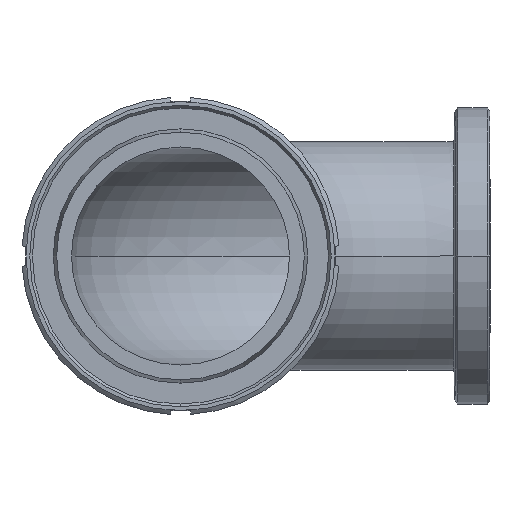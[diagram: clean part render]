
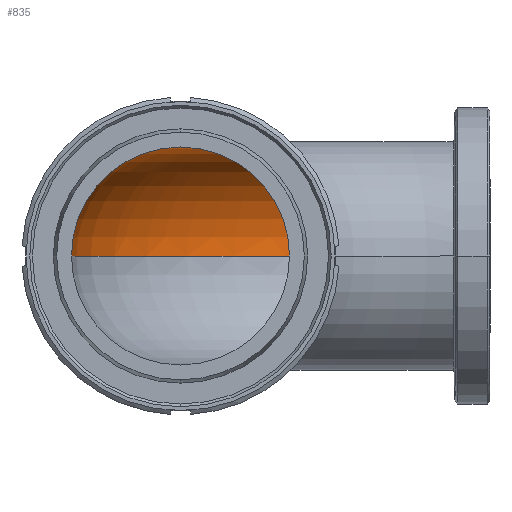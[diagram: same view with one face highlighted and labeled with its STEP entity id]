
A CAD part, front view. The second image highlights one B-rep face of the part: STEP entity #835.
In plain terms, the highlighted toroidal (fillet/blend) face has major radius 106 mm and minor radius 40.5 mm.
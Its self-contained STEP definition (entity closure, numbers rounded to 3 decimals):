
#7 = CARTESIAN_POINT ( 'NONE',  ( 106., 2., 0. ) ) ;
#34 = ORIENTED_EDGE ( 'NONE', *, *, #1193, .T. ) ;
#39 = CARTESIAN_POINT ( 'NONE',  ( 106., 2., 0. ) ) ;
#41 = EDGE_LOOP ( 'NONE', ( #1212, #34, #134, #687, #1818 ) ) ;
#59 = EDGE_CURVE ( 'NONE', #1321, #538, #1386, .T. ) ;
#87 = DIRECTION ( 'NONE',  ( 0., 0., 1. ) ) ;
#89 = AXIS2_PLACEMENT_3D ( 'NONE', #1114, #1609, #1478 ) ;
#92 = AXIS2_PLACEMENT_3D ( 'NONE', #1666, #1145, #794 ) ;
#134 = ORIENTED_EDGE ( 'NONE', *, *, #1738, .F. ) ;
#154 = CARTESIAN_POINT ( 'NONE',  ( 106., 148.5, 0. ) ) ;
#282 = DIRECTION ( 'NONE',  ( 0., -1., 0. ) ) ;
#355 = CIRCLE ( 'NONE', #1206, 40.5 ) ;
#432 = VERTEX_POINT ( 'NONE', #1222 ) ;
#463 = AXIS2_PLACEMENT_3D ( 'NONE', #39, #592, #744 ) ;
#538 = VERTEX_POINT ( 'NONE', #2010 ) ;
#592 = DIRECTION ( 'NONE',  ( 0., 0., -1. ) ) ;
#667 = EDGE_CURVE ( 'NONE', #1321, #432, #355, .T. ) ;
#687 = ORIENTED_EDGE ( 'NONE', *, *, #59, .F. ) ;
#690 = CARTESIAN_POINT ( 'NONE',  ( 40.5, 2., 0. ) ) ;
#701 = EDGE_CURVE ( 'NONE', #432, #1043, #2274, .T. ) ;
#744 = DIRECTION ( 'NONE',  ( -1., 0., 0. ) ) ;
#753 = FACE_OUTER_BOUND ( 'NONE', #41, .T. ) ;
#794 = DIRECTION ( 'NONE',  ( 0., 0., 1. ) ) ;
#806 = CIRCLE ( 'NONE', #92, 40.5 ) ;
#835 = ADVANCED_FACE ( 'NONE', ( #753 ), #1539, .F. ) ;
#986 = CARTESIAN_POINT ( 'NONE',  ( 0., 2., 0. ) ) ;
#1043 = VERTEX_POINT ( 'NONE', #2229 ) ;
#1114 = CARTESIAN_POINT ( 'NONE',  ( 106., 2., 0. ) ) ;
#1145 = DIRECTION ( 'NONE',  ( -1., 0., 0. ) ) ;
#1193 = EDGE_CURVE ( 'NONE', #1043, #1350, #2035, .T. ) ;
#1206 = AXIS2_PLACEMENT_3D ( 'NONE', #1306, #1862, #87 ) ;
#1212 = ORIENTED_EDGE ( 'NONE', *, *, #701, .T. ) ;
#1222 = CARTESIAN_POINT ( 'NONE',  ( 0., 2., 40.5 ) ) ;
#1306 = CARTESIAN_POINT ( 'NONE',  ( 0., 2., 0. ) ) ;
#1321 = VERTEX_POINT ( 'NONE', #690 ) ;
#1350 = VERTEX_POINT ( 'NONE', #154 ) ;
#1386 = CIRCLE ( 'NONE', #2265, 65.5 ) ;
#1400 = DIRECTION ( 'NONE',  ( -1., 0., 0. ) ) ;
#1418 = DIRECTION ( 'NONE',  ( 0., 0., -1. ) ) ;
#1478 = DIRECTION ( 'NONE',  ( -1., 0., 0. ) ) ;
#1499 = AXIS2_PLACEMENT_3D ( 'NONE', #986, #282, #1509 ) ;
#1509 = DIRECTION ( 'NONE',  ( 0., 0., 1. ) ) ;
#1539 = TOROIDAL_SURFACE ( 'NONE', #463, 106., 40.5 ) ;
#1609 = DIRECTION ( 'NONE',  ( 0., 0., -1. ) ) ;
#1666 = CARTESIAN_POINT ( 'NONE',  ( 106., 108., 0. ) ) ;
#1738 = EDGE_CURVE ( 'NONE', #538, #1350, #806, .T. ) ;
#1818 = ORIENTED_EDGE ( 'NONE', *, *, #667, .T. ) ;
#1862 = DIRECTION ( 'NONE',  ( 0., -1., 0. ) ) ;
#2010 = CARTESIAN_POINT ( 'NONE',  ( 106., 67.5, 0. ) ) ;
#2035 = CIRCLE ( 'NONE', #89, 146.5 ) ;
#2229 = CARTESIAN_POINT ( 'NONE',  ( -40.5, 2., 0. ) ) ;
#2265 = AXIS2_PLACEMENT_3D ( 'NONE', #7, #1418, #1400 ) ;
#2274 = CIRCLE ( 'NONE', #1499, 40.5 ) ;
